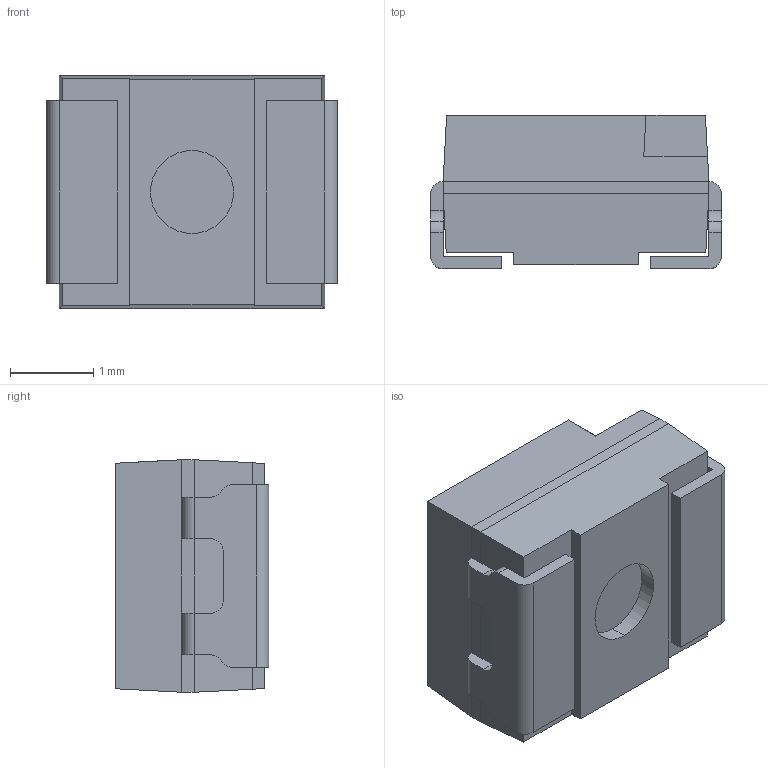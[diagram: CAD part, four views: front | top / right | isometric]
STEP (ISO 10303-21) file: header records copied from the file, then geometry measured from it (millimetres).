
FILE_DESCRIPTION(('CoCreate Modeling STEP Export'),'2;1');
FILE_NAME('4L.stp','2010-09-09T11:37:38',(''),(''),'CoCreate Modeling STEP processor for AP214 (Solid Model)','CoCreate Modeling 16.00A 16-Aug-2008 (C) Parametric Technology GmbH','');
FILE_SCHEMA(('AUTOMOTIVE_DESIGN { 1 0 10303 214 1 1 1 1 }'));
Length unit declared in the file: millimetre
Products named in the file (12): p1; p1.1; p1.2; p1.3; p1.4; VSW1144LSE_REGIN; VSW1144LSE_LH; p2; VSW1144LSE_LF; VSW1144LSE_ASM; vsew1144lse.stp
Assembly tree (6 placements, depth 4):
  p1
  p1.1
  p1.2
  p1.3
  p1.4
Bounding box: 3.5 x 1.85 x 2.8 mm (x, y, z)
Volume: 16.9 mm3; surface area: 71.8 mm2
Topology: 4 solids, 4 shells, 72 faces, 180 edges, 118 vertices
Faces by surface type: plane 48, cylinder 22, cone 2
Entity records: 2355 total; most frequent: CARTESIAN_POINT 366, DIRECTION 366, ORIENTED_EDGE 360, EDGE_CURVE 180, VECTOR 130, LINE 130, AXIS2_PLACEMENT_3D 118, VERTEX_POINT 118
